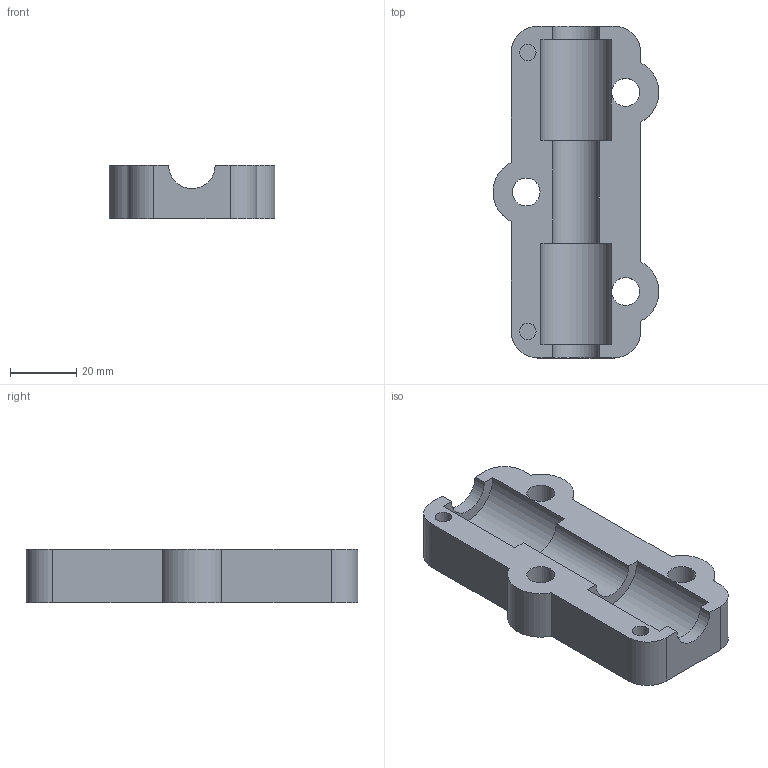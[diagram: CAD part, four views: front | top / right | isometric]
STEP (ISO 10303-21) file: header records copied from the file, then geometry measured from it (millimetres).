
FILE_DESCRIPTION(('FreeCAD Model'),'2;1');
FILE_NAME('y_carriage_A.step','2015-04-16T12:50:30',('Author'),(''), 'Open CASCADE STEP processor 6.8','FreeCAD','Unknown');
FILE_SCHEMA(('AUTOMOTIVE_DESIGN_CC2 { 1 2 10303 214 -1 1 5 4 }'));
Length unit declared in the file: millimetre
Products named in the file (1): y_carriage_A
Bounding box: 49.96 x 100 x 16 mm (x, y, z)
Volume: 47701.5 mm3; surface area: 15311.1 mm2
Topology: 1 solids, 1 shells, 47 faces, 133 edges, 92 vertices
Faces by surface type: plane 30, cylinder 17
Full cylindrical faces by diameter (mm): 5 x2, 8.4 x3
Entity records: 3572 total; most frequent: CARTESIAN_POINT 934, DIRECTION 474, LINE 276, VECTOR 276, ORIENTED_EDGE 266, PCURVE 266, DEFINITIONAL_REPRESENTATION 266, EDGE_CURVE 133
